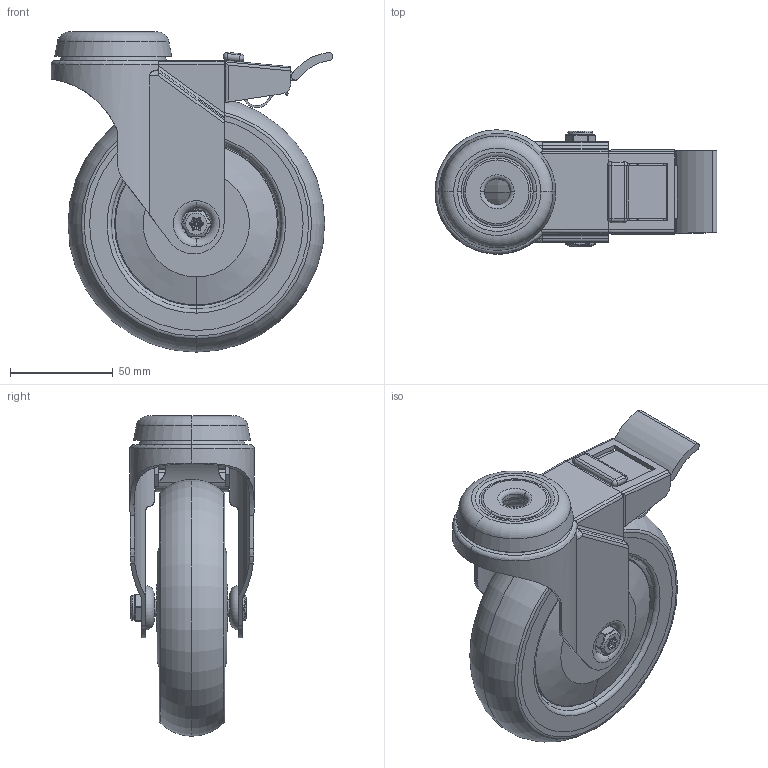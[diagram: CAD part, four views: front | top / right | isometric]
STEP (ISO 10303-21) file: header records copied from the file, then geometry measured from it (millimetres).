
FILE_DESCRIPTION(('STEP AP214'),'1');
FILE_NAME('BZM125VGRBJBH12SWB.STEP','2023-06-23T09:13:40',(' '),(' '),'Spatial InterOp 3D',' ',' ');
FILE_SCHEMA(('AUTOMOTIVE_DESIGN { 1 0 10303 214 1 1 1 1 }'));
Length unit declared in the file: metre
Products named in the file (25): BZM125ASBH12SWB; ZINC PLATED PRESSED STEEL HEAD; ZINC PLATED PRESSED STEEL FORKS; ZINC PLATED PRESSED STEEL BRAKE; BLACK NYLON BRAKE PEDAL; BRAKE PAD; BZM125VGRBJBH12SWB; BZM125WTPRBJM8; THERMOPLASTIC RUBBER; POLYPROPYLENE RIM; BEARING 6202; METAL; METAL2; Pattern; Component1; MIDDLE; RUBBER; RUBBER2; CAP; BOLTBZM8MM; ZINC PLATED AXLE BOLT; NYLOC NUT; NUT; RUBBER3; NYLOCM8Z
Assembly tree (32 placements, depth 5):
  BZM125VGRBJBH12SWB
    BZM125ASBH12SWB
      ZINC PLATED PRESSED STEEL HEAD
      ZINC PLATED PRESSED STEEL FORKS
      ZINC PLATED PRESSED STEEL BRAKE
      BLACK NYLON BRAKE PEDAL
      BRAKE PAD
    BZM125WTPRBJM8
      THERMOPLASTIC RUBBER
      POLYPROPYLENE RIM
      BEARING 6202
        METAL
        METAL2
        Pattern
          Component1  x8
        MIDDLE
        RUBBER
        RUBBER2
      CAP  x2
    BOLTBZM8MM
      ZINC PLATED AXLE BOLT
    NYLOCM8Z
      NYLOC NUT
        NUT
        RUBBER3
Bounding box: 137.25 x 60.5 x 156 mm (x, y, z)
Volume: 325105.8 mm3; surface area: 158030.2 mm2
Topology: 25 solids, 25 shells, 1089 faces, 2754 edges, 1737 vertices
Faces by surface type: cylinder 367, plane 356, extrusion 140, torus 92, sphere 84, cone 32, bspline 18
Entity records: 41099 total; most frequent: CARTESIAN_POINT 15122, DIRECTION 5304, ORIENTED_EDGE 5224, EDGE_CURVE 2612, AXIS2_PLACEMENT_3D 2051, VERTEX_POINT 1687, VECTOR 1202, EDGE_LOOP 1181
